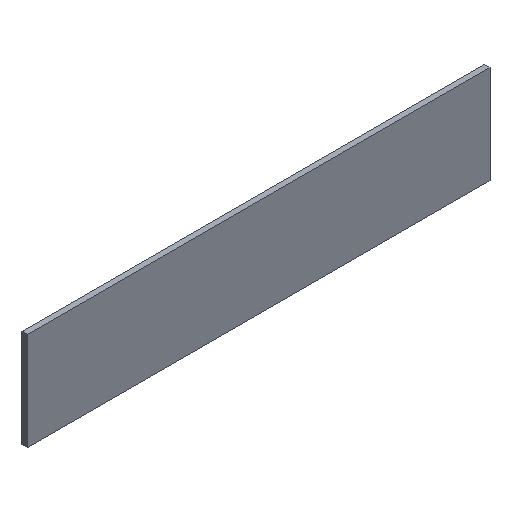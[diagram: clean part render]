
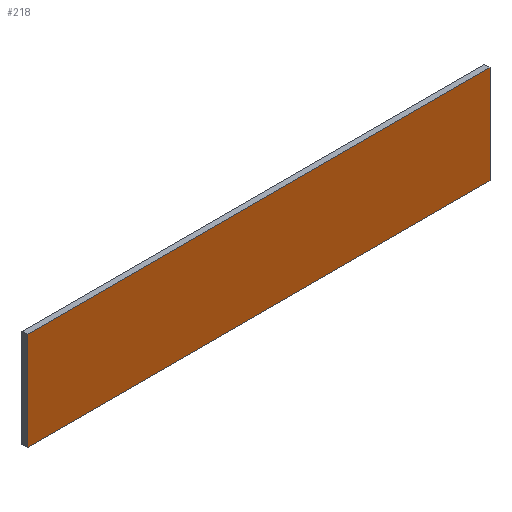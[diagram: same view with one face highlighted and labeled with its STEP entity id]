
A CAD part, isometric view. The second image highlights one B-rep face of the part: STEP entity #218.
In plain terms, the highlighted planar face has unit normal (0, -1, 0).
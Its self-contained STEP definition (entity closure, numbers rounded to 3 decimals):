
#9 = VERTEX_POINT ( 'NONE', #161 ) ;
#15 = ORIENTED_EDGE ( 'NONE', *, *, #68, .F. ) ;
#20 = EDGE_CURVE ( 'NONE', #111, #71, #134, .T. ) ;
#31 = ORIENTED_EDGE ( 'NONE', *, *, #49, .F. ) ;
#39 = EDGE_LOOP ( 'NONE', ( #156, #31, #119, #15 ) ) ;
#42 = LINE ( 'NONE', #203, #48 ) ;
#48 = VECTOR ( 'NONE', #148, 1000. ) ;
#49 = EDGE_CURVE ( 'NONE', #95, #111, #42, .T. ) ;
#57 = DIRECTION ( 'NONE',  ( 0., 0., -1. ) ) ;
#58 = CARTESIAN_POINT ( 'NONE',  ( -203., 0., 43. ) ) ;
#60 = CARTESIAN_POINT ( 'NONE',  ( -203., 0., -43. ) ) ;
#66 = CARTESIAN_POINT ( 'NONE',  ( 0., 0., 0. ) ) ;
#68 = EDGE_CURVE ( 'NONE', #71, #9, #74, .T. ) ;
#71 = VERTEX_POINT ( 'NONE', #178 ) ;
#74 = LINE ( 'NONE', #60, #225 ) ;
#76 = CARTESIAN_POINT ( 'NONE',  ( 203., 0., 43. ) ) ;
#80 = PLANE ( 'NONE',  #137 ) ;
#95 = VERTEX_POINT ( 'NONE', #58 ) ;
#111 = VERTEX_POINT ( 'NONE', #180 ) ;
#116 = DIRECTION ( 'NONE',  ( -1., 0., 0. ) ) ;
#119 = ORIENTED_EDGE ( 'NONE', *, *, #227, .F. ) ;
#134 = LINE ( 'NONE', #76, #147 ) ;
#137 = AXIS2_PLACEMENT_3D ( 'NONE', #66, #152, #183 ) ;
#139 = FACE_OUTER_BOUND ( 'NONE', #39, .T. ) ;
#147 = VECTOR ( 'NONE', #57, 1000. ) ;
#148 = DIRECTION ( 'NONE',  ( 1., 0., 0. ) ) ;
#152 = DIRECTION ( 'NONE',  ( 0., -1., 0. ) ) ;
#156 = ORIENTED_EDGE ( 'NONE', *, *, #20, .F. ) ;
#161 = CARTESIAN_POINT ( 'NONE',  ( -203., 0., -43. ) ) ;
#178 = CARTESIAN_POINT ( 'NONE',  ( 203., 0., -43. ) ) ;
#180 = CARTESIAN_POINT ( 'NONE',  ( 203., 0., 43. ) ) ;
#183 = DIRECTION ( 'NONE',  ( 0., 0., -1. ) ) ;
#203 = CARTESIAN_POINT ( 'NONE',  ( -203., 0., 43. ) ) ;
#205 = LINE ( 'NONE', #234, #232 ) ;
#208 = DIRECTION ( 'NONE',  ( 0., 0., 1. ) ) ;
#218 = ADVANCED_FACE ( 'NONE', ( #139 ), #80, .T. ) ;
#225 = VECTOR ( 'NONE', #116, 1000. ) ;
#227 = EDGE_CURVE ( 'NONE', #9, #95, #205, .T. ) ;
#232 = VECTOR ( 'NONE', #208, 1000. ) ;
#234 = CARTESIAN_POINT ( 'NONE',  ( -203., 0., 43. ) ) ;
